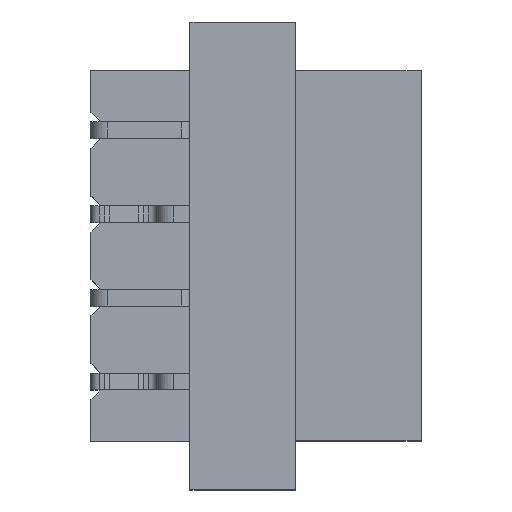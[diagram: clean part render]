
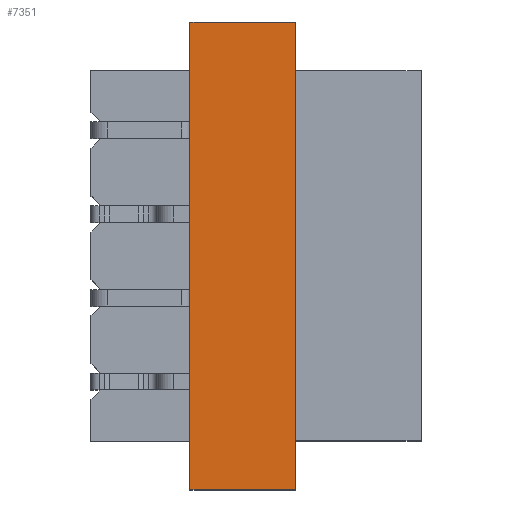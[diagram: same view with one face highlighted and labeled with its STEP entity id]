
A CAD part, top view. The second image highlights one B-rep face of the part: STEP entity #7351.
In plain terms, the highlighted face is planar.
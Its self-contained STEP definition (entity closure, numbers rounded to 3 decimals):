
#2180=ORIENTED_EDGE('',*,*,#3476,.T.);
#2181=ORIENTED_EDGE('',*,*,#3475,.F.);
#2182=ORIENTED_EDGE('',*,*,#3477,.F.);
#2183=ORIENTED_EDGE('',*,*,#3478,.T.);
#3475=EDGE_CURVE('',#4228,#4227,#5047,.T.);
#3476=EDGE_CURVE('',#4229,#4227,#5048,.T.);
#3477=EDGE_CURVE('',#4230,#4228,#5049,.T.);
#3478=EDGE_CURVE('',#4230,#4229,#5050,.T.);
#4227=VERTEX_POINT('',#12078);
#4228=VERTEX_POINT('',#12080);
#4229=VERTEX_POINT('',#12084);
#4230=VERTEX_POINT('',#12086);
#5047=LINE('',#12081,#5917);
#5048=LINE('',#12083,#5918);
#5049=LINE('',#12085,#5919);
#5050=LINE('',#12087,#5920);
#5917=VECTOR('',#9894,1000.);
#5918=VECTOR('',#9897,1000.);
#5919=VECTOR('',#9898,1000.);
#5920=VECTOR('',#9899,1000.);
#6317=EDGE_LOOP('',(#2180,#2181,#2182,#2183));
#6703=FACE_BOUND('',#6317,.T.);
#6977=PLANE('',#7977);
#7351=ADVANCED_FACE('',(#6703),#6977,.F.);
#7977=AXIS2_PLACEMENT_3D('',#12082,#9895,#9896);
#9894=DIRECTION('',(0.,0.,-1.));
#9895=DIRECTION('',(0.,1.,0.));
#9896=DIRECTION('',(-1.,0.,0.));
#9897=DIRECTION('',(1.,0.,0.));
#9898=DIRECTION('',(1.,0.,0.));
#9899=DIRECTION('',(0.,0.,-1.));
#12078=CARTESIAN_POINT('',(3.54,-2.5,0.));
#12080=CARTESIAN_POINT('',(3.54,-2.5,1.6));
#12081=CARTESIAN_POINT('',(3.54,-2.5,1.6));
#12082=CARTESIAN_POINT('',(-3.54,-2.5,1.6));
#12083=CARTESIAN_POINT('',(-3.54,-2.5,0.));
#12084=CARTESIAN_POINT('',(-3.54,-2.5,0.));
#12085=CARTESIAN_POINT('',(-3.54,-2.5,1.6));
#12086=CARTESIAN_POINT('',(-3.54,-2.5,1.6));
#12087=CARTESIAN_POINT('',(-3.54,-2.5,1.6));
